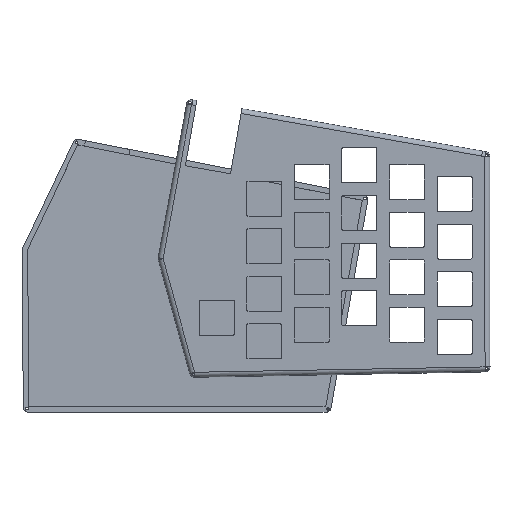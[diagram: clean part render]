
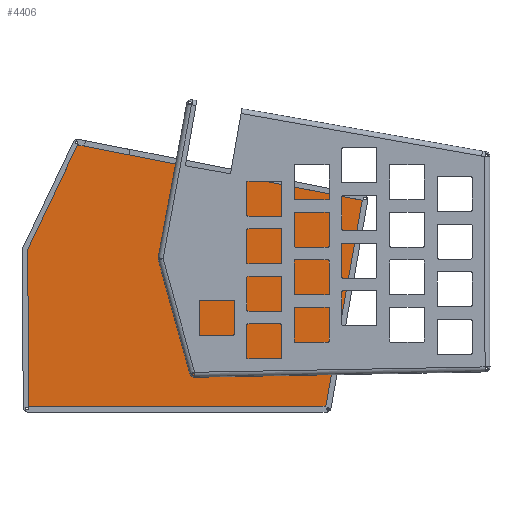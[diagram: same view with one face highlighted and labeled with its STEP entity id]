
A CAD part, top view. The second image highlights one B-rep face of the part: STEP entity #4406.
In plain terms, the highlighted planar face has unit normal (0, 0, 1).
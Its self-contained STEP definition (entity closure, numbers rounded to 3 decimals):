
#115=PLANE('',#4846);
#392=FACE_OUTER_BOUND('',#668,.T.);
#668=EDGE_LOOP('',(#4035,#4036,#4037,#4038,#4039,#4040));
#1295=LINE('',#7608,#1719);
#1296=LINE('',#7610,#1720);
#1297=LINE('',#7612,#1721);
#1298=LINE('',#7614,#1722);
#1299=LINE('',#7616,#1723);
#1300=LINE('',#7617,#1724);
#1719=VECTOR('',#6092,10.);
#1720=VECTOR('',#6093,10.);
#1721=VECTOR('',#6094,10.);
#1722=VECTOR('',#6095,10.);
#1723=VECTOR('',#6096,10.);
#1724=VECTOR('',#6097,10.);
#2168=VERTEX_POINT('',#7606);
#2169=VERTEX_POINT('',#7607);
#2170=VERTEX_POINT('',#7609);
#2171=VERTEX_POINT('',#7611);
#2172=VERTEX_POINT('',#7613);
#2173=VERTEX_POINT('',#7615);
#2797=EDGE_CURVE('',#2168,#2169,#1295,.T.);
#2798=EDGE_CURVE('',#2170,#2168,#1296,.T.);
#2799=EDGE_CURVE('',#2171,#2170,#1297,.T.);
#2800=EDGE_CURVE('',#2172,#2171,#1298,.T.);
#2801=EDGE_CURVE('',#2173,#2172,#1299,.T.);
#2802=EDGE_CURVE('',#2169,#2173,#1300,.T.);
#4035=ORIENTED_EDGE('',*,*,#2797,.F.);
#4036=ORIENTED_EDGE('',*,*,#2798,.F.);
#4037=ORIENTED_EDGE('',*,*,#2799,.F.);
#4038=ORIENTED_EDGE('',*,*,#2800,.F.);
#4039=ORIENTED_EDGE('',*,*,#2801,.F.);
#4040=ORIENTED_EDGE('',*,*,#2802,.F.);
#4406=ADVANCED_FACE('',(#392),#115,.T.);
#4846=AXIS2_PLACEMENT_3D('',#7605,#6090,#6091);
#6090=DIRECTION('center_axis',(0.,0.,1.));
#6091=DIRECTION('ref_axis',(-1.,0.,0.));
#6092=DIRECTION('',(0.981,-0.192,0.));
#6093=DIRECTION('',(0.43,0.903,0.));
#6094=DIRECTION('',(-0.008,1.,0.));
#6095=DIRECTION('',(-1.,0.,0.));
#6096=DIRECTION('',(-1.,0.,0.));
#6097=DIRECTION('',(-0.174,-0.985,0.));
#7605=CARTESIAN_POINT('Origin',(213.783,-106.36,-59.958));
#7606=CARTESIAN_POINT('',(166.808,-53.972,-59.958));
#7607=CARTESIAN_POINT('',(280.758,-76.222,-59.958));
#7608=CARTESIAN_POINT('',(194.359,-59.352,-59.958));
#7609=CARTESIAN_POINT('',(146.808,-95.947,-59.958));
#7610=CARTESIAN_POINT('',(150.982,-87.186,-59.958));
#7611=CARTESIAN_POINT('',(147.333,-158.747,-59.958));
#7612=CARTESIAN_POINT('',(147.116,-132.833,-59.958));
#7613=CARTESIAN_POINT('',(265.033,-158.722,-59.958));
#7614=CARTESIAN_POINT('',(239.413,-158.728,-59.958));
#7615=CARTESIAN_POINT('',(266.183,-158.722,-59.958));
#7616=CARTESIAN_POINT('',(239.983,-158.722,-59.958));
#7617=CARTESIAN_POINT('',(277.163,-96.572,-59.958));
